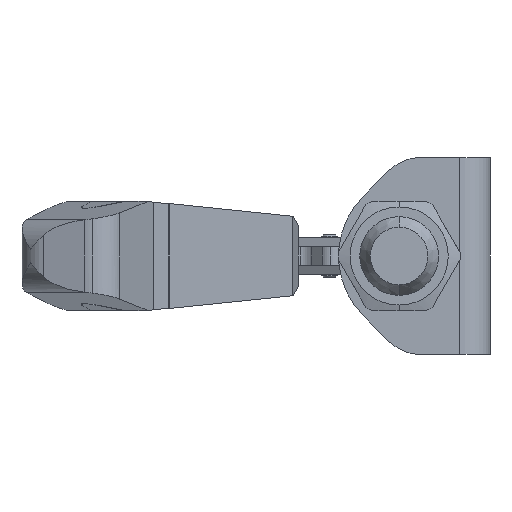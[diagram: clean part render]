
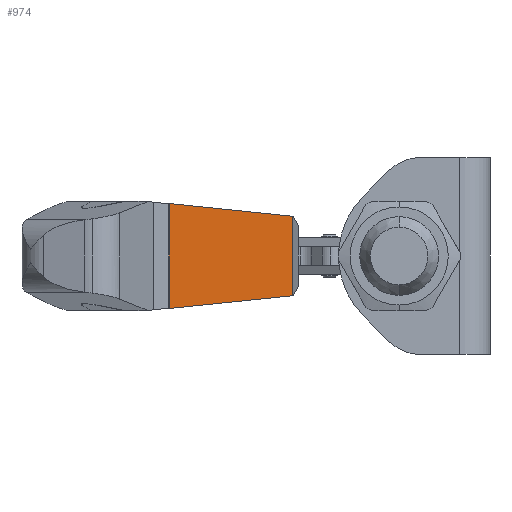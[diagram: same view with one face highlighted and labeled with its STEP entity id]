
A CAD part, left-side view. The second image highlights one B-rep face of the part: STEP entity #974.
In plain terms, the highlighted planar face has unit normal (-0.681, -0.733, 0).
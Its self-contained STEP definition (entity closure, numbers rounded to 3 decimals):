
#974=ADVANCED_FACE('NONE',(#2017),#2018,.F.);
#2017=FACE_OUTER_BOUND('',#3415,.T.);
#2018=PLANE('',#3416);
#3415=EDGE_LOOP('',(#6175,#6176,#6177,#6178));
#3416=AXIS2_PLACEMENT_3D('',#6179,#6180,#6181);
#6175=ORIENTED_EDGE('',*,*,#7563,.T.);
#6176=ORIENTED_EDGE('',*,*,#7639,.T.);
#6177=ORIENTED_EDGE('',*,*,#7580,.T.);
#6178=ORIENTED_EDGE('',*,*,#7641,.F.);
#6179=CARTESIAN_POINT('',(18.6,35.049,-20.0));
#6180=DIRECTION('',(0.681,0.733,0.0));
#6181=DIRECTION('',(0.0,0.0,-1.0));
#7563=EDGE_CURVE('NONE',#9241,#9239,#9242,.T.);
#7580=EDGE_CURVE('NONE',#9270,#9268,#9271,.T.);
#7639=EDGE_CURVE('NONE',#9239,#9270,#9350,.T.);
#7641=EDGE_CURVE('NONE',#9241,#9268,#9352,.T.);
#9239=VERTEX_POINT('NONE',#11986);
#9241=VERTEX_POINT('NONE',#11989);
#9242=LINE('',#11990,#11991);
#9268=VERTEX_POINT('NONE',#12048);
#9270=VERTEX_POINT('NONE',#12051);
#9271=LINE('',#12052,#12053);
#9350=LINE('',#12272,#12273);
#9352=LINE('',#12275,#12276);
#11986=CARTESIAN_POINT('',(-25.397,75.933,17.323));
#11989=CARTESIAN_POINT('',(18.6,35.049,13.126));
#11990=CARTESIAN_POINT('',(18.6,35.049,13.126));
#11991=VECTOR('',#13811,1000.0);
#12048=CARTESIAN_POINT('',(18.6,35.049,-13.126));
#12051=CARTESIAN_POINT('',(-25.397,75.933,-17.323));
#12052=CARTESIAN_POINT('',(-25.397,75.933,-17.323));
#12053=VECTOR('',#13824,1000.0);
#12272=CARTESIAN_POINT('',(-25.397,75.933,-20.0));
#12273=VECTOR('',#13855,1000.0);
#12275=CARTESIAN_POINT('',(18.6,35.049,-20.0));
#12276=VECTOR('',#13856,1000.0);
#13811=DIRECTION('',(-0.731,0.679,0.07));
#13824=DIRECTION('',(0.731,-0.679,0.07));
#13855=DIRECTION('',(0.0,-0.0,-1.0));
#13856=DIRECTION('',(-0.0,0.0,-1.0));
